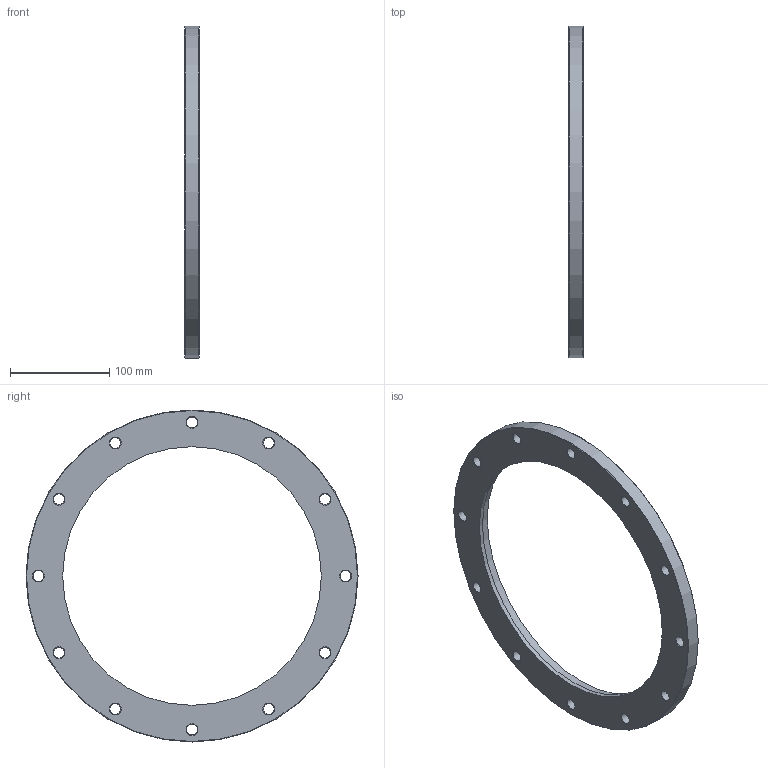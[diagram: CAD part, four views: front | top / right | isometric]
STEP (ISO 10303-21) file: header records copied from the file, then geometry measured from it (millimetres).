
FILE_DESCRIPTION(/* description */ (''),/* implementation_level */ '2;1');
FILE_NAME(/* name */ 'FL-250LFB-W267.stp',/* time_stamp */ '2018-07-12T12:26:27+01:00',/* author */ ('paul'),/* organization */ (''),/* preprocessor_version */ 'ST-DEVELOPER v17',/* originating_system */ 'Autodesk Inventor 2019',/* authorisation */ '');
FILE_SCHEMA (('AP203_CONFIGURATION_CONTROLLED_3D_DESIGN_OF_MECHANICAL_PARTS_AND_ASSEMBLIES_MIM_LF { 1 0 10303 203 3 1 4 }','AUTOMOTIVE_DESIGN { 1 0 10303 214 3 1 1 }'));
Length unit declared in the file: millimetre
Products named in the file (1): FL-250LFB-W267
Bounding box: 14.8 x 335 x 335 mm (x, y, z)
Volume: 465166 mm3; surface area: 100222.8 mm2
Topology: 1 solids, 1 shells, 44 faces, 115 edges, 74 vertices
Faces by surface type: cone 26, cylinder 15, plane 3
Full cylindrical faces by diameter (mm): 11 x12, 261 x1, 268 x1, 335 x1
Entity records: 1480 total; most frequent: DIRECTION 279, CARTESIAN_POINT 234, ORIENTED_EDGE 230, AXIS2_PLACEMENT_3D 119, EDGE_CURVE 115, CIRCLE 74, VERTEX_POINT 74, EDGE_LOOP 71
